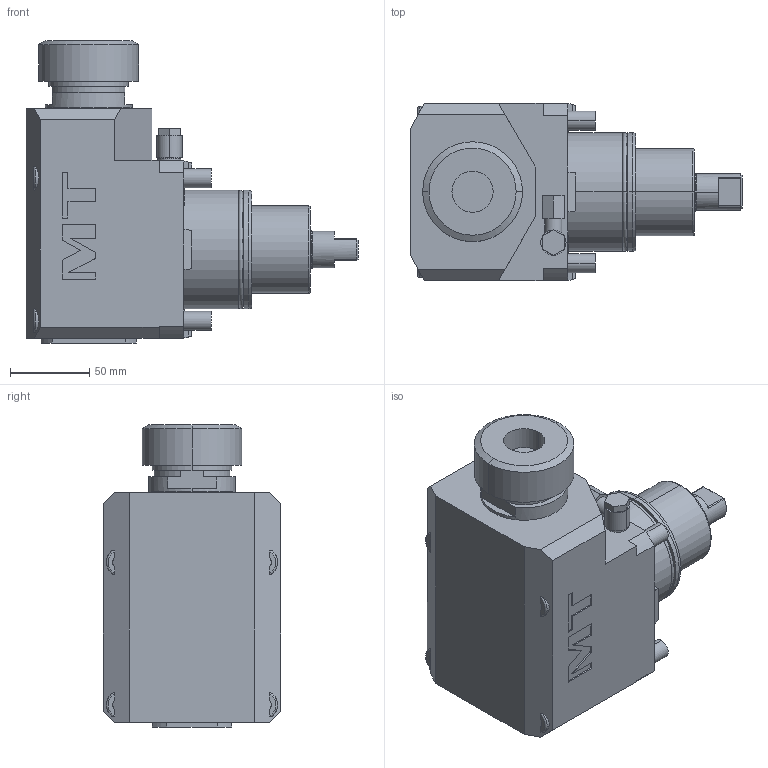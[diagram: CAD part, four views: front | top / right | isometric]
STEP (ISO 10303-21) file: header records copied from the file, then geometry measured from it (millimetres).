
FILE_DESCRIPTION((''),'2;1');
FILE_NAME('0330840_CONF','2023-05-09T10:53:58',('gvalli'),('M.T. srl'),'CREO PARAMETRIC BY PTC INC, 2021072','CREO PARAMETRIC BY PTC INC, 2021072','');
FILE_SCHEMA(('CONFIG_CONTROL_DESIGN'));
Length unit declared in the file: millimetre
Products named in the file (1): 0330840_CONF
Bounding box: 209.5 x 112 x 190.66 mm (x, y, z)
Volume: 1902825.8 mm3; surface area: 117744.5 mm2
Topology: 1 solids, 1 shells, 265 faces, 658 edges, 426 vertices
Faces by surface type: plane 165, cylinder 72, torus 12, cone 12, extrusion 4
Entity records: 8330 total; most frequent: CARTESIAN_POINT 1897, DIRECTION 1324, ORIENTED_EDGE 1316, EDGE_CURVE 658, AXIS2_PLACEMENT_3D 445, VECTOR 434, LINE 430, VERTEX_POINT 426
